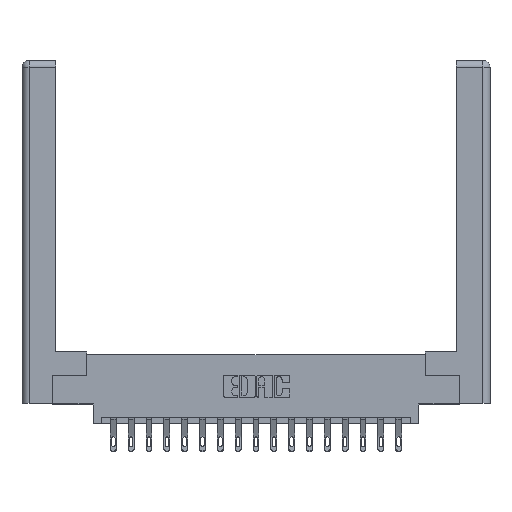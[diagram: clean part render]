
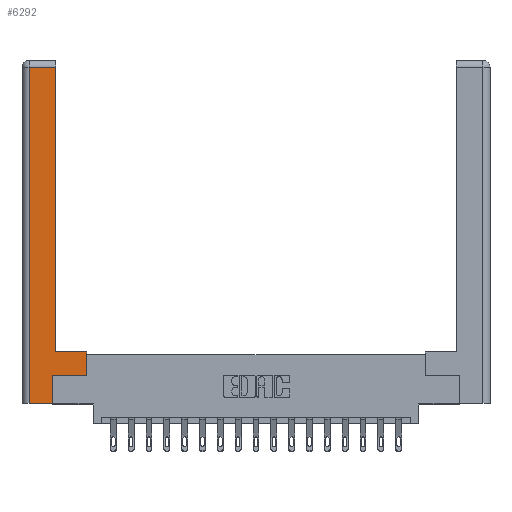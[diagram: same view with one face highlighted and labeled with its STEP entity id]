
A CAD part, top view. The second image highlights one B-rep face of the part: STEP entity #6292.
In plain terms, the highlighted planar face has unit normal (0, 0, 1).
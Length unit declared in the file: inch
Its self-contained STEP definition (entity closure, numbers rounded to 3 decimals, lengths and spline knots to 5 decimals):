
#28 = VERTEX_POINT ( 'NONE', #18937 ) ;
#51 = VECTOR ( 'NONE', #1364, 39.37008 ) ;
#133 = CARTESIAN_POINT ( 'NONE',  ( 0.0615, 0., 0. ) ) ;
#134 = CARTESIAN_POINT ( 'NONE',  ( 0.295, 2.94, 0. ) ) ;
#348 = DIRECTION ( 'NONE',  ( 1., 0., 0. ) ) ;
#641 = VERTEX_POINT ( 'NONE', #133 ) ;
#1161 = DIRECTION ( 'NONE',  ( 0., 1., 0. ) ) ;
#1212 = ORIENTED_EDGE ( 'NONE', *, *, #7066, .T. ) ;
#1364 = DIRECTION ( 'NONE',  ( -1., 0., 0. ) ) ;
#1425 = CARTESIAN_POINT ( 'NONE',  ( 0.295, 0.45, 0. ) ) ;
#1682 = ORIENTED_EDGE ( 'NONE', *, *, #4106, .T. ) ;
#1986 = VERTEX_POINT ( 'NONE', #8285 ) ;
#2345 = LINE ( 'NONE', #6990, #51 ) ;
#2637 = DIRECTION ( 'NONE',  ( 0., 1., 0. ) ) ;
#2851 = VECTOR ( 'NONE', #6029, 39.37008 ) ;
#2878 = EDGE_CURVE ( 'NONE', #10374, #8071, #14575, .T. ) ;
#2986 = DIRECTION ( 'NONE',  ( 1., 0., 0. ) ) ;
#3113 = ORIENTED_EDGE ( 'NONE', *, *, #15738, .T. ) ;
#3192 = VECTOR ( 'NONE', #348, 39.37008 ) ;
#3989 = CARTESIAN_POINT ( 'NONE',  ( 0., 0., 0. ) ) ;
#4106 = EDGE_CURVE ( 'NONE', #28, #15547, #9813, .T. ) ;
#5766 = DIRECTION ( 'NONE',  ( -1., 0., 0. ) ) ;
#6029 = DIRECTION ( 'NONE',  ( 0., -1., 0. ) ) ;
#6292 = ADVANCED_FACE ( 'NONE', ( #14226 ), #19100, .F. ) ;
#6536 = ORIENTED_EDGE ( 'NONE', *, *, #2878, .T. ) ;
#6576 = LINE ( 'NONE', #10277, #19338 ) ;
#6865 = LINE ( 'NONE', #15079, #2851 ) ;
#6990 = CARTESIAN_POINT ( 'NONE',  ( 0.295, 0.45, 0. ) ) ;
#7066 = EDGE_CURVE ( 'NONE', #18236, #641, #6865, .T. ) ;
#7210 = LINE ( 'NONE', #10879, #3192 ) ;
#7671 = CARTESIAN_POINT ( 'NONE',  ( 0.265, 0., 0. ) ) ;
#7955 = ORIENTED_EDGE ( 'NONE', *, *, #10504, .T. ) ;
#8071 = VERTEX_POINT ( 'NONE', #134 ) ;
#8285 = CARTESIAN_POINT ( 'NONE',  ( 0.265, 0.245, 0. ) ) ;
#8491 = LINE ( 'NONE', #7671, #16243 ) ;
#8757 = CARTESIAN_POINT ( 'NONE',  ( 0.265, 0.245, 0. ) ) ;
#9320 = EDGE_CURVE ( 'NONE', #8071, #18236, #6576, .T. ) ;
#9695 = EDGE_CURVE ( 'NONE', #14563, #1986, #10333, .T. ) ;
#9813 = LINE ( 'NONE', #12458, #14070 ) ;
#10109 = VECTOR ( 'NONE', #2637, 39.37008 ) ;
#10277 = CARTESIAN_POINT ( 'NONE',  ( 0.0615, 2.94, 0. ) ) ;
#10333 = LINE ( 'NONE', #8757, #10109 ) ;
#10374 = VERTEX_POINT ( 'NONE', #1425 ) ;
#10504 = EDGE_CURVE ( 'NONE', #1986, #28, #7210, .T. ) ;
#10790 = DIRECTION ( 'NONE',  ( 0., 1., 0. ) ) ;
#10879 = CARTESIAN_POINT ( 'NONE',  ( 0.565, 0.245, 0. ) ) ;
#10882 = ORIENTED_EDGE ( 'NONE', *, *, #9695, .T. ) ;
#11560 = CARTESIAN_POINT ( 'NONE',  ( 0.0615, 2.94, 0. ) ) ;
#12458 = CARTESIAN_POINT ( 'NONE',  ( 0.565, 0.45, 0. ) ) ;
#12528 = EDGE_LOOP ( 'NONE', ( #6536, #13347, #1212, #3113, #10882, #7955, #1682, #17673 ) ) ;
#13128 = DIRECTION ( 'NONE',  ( 0., 0., -1. ) ) ;
#13347 = ORIENTED_EDGE ( 'NONE', *, *, #9320, .T. ) ;
#14070 = VECTOR ( 'NONE', #10790, 39.37008 ) ;
#14188 = AXIS2_PLACEMENT_3D ( 'NONE', #3989, #13128, #15888 ) ;
#14226 = FACE_OUTER_BOUND ( 'NONE', #12528, .T. ) ;
#14364 = CARTESIAN_POINT ( 'NONE',  ( 0.565, 0.45, 0. ) ) ;
#14563 = VERTEX_POINT ( 'NONE', #14599 ) ;
#14575 = LINE ( 'NONE', #19348, #18179 ) ;
#14599 = CARTESIAN_POINT ( 'NONE',  ( 0.265, 0., 0. ) ) ;
#14677 = EDGE_CURVE ( 'NONE', #15547, #10374, #2345, .T. ) ;
#15079 = CARTESIAN_POINT ( 'NONE',  ( 0.0615, 0., 0. ) ) ;
#15547 = VERTEX_POINT ( 'NONE', #14364 ) ;
#15738 = EDGE_CURVE ( 'NONE', #641, #14563, #8491, .T. ) ;
#15888 = DIRECTION ( 'NONE',  ( -1., 0., 0. ) ) ;
#16243 = VECTOR ( 'NONE', #2986, 39.37008 ) ;
#17673 = ORIENTED_EDGE ( 'NONE', *, *, #14677, .T. ) ;
#18179 = VECTOR ( 'NONE', #1161, 39.37008 ) ;
#18236 = VERTEX_POINT ( 'NONE', #11560 ) ;
#18937 = CARTESIAN_POINT ( 'NONE',  ( 0.565, 0.245, 0. ) ) ;
#19100 = PLANE ( 'NONE',  #14188 ) ;
#19338 = VECTOR ( 'NONE', #5766, 39.37008 ) ;
#19348 = CARTESIAN_POINT ( 'NONE',  ( 0.295, 3., 0. ) ) ;
